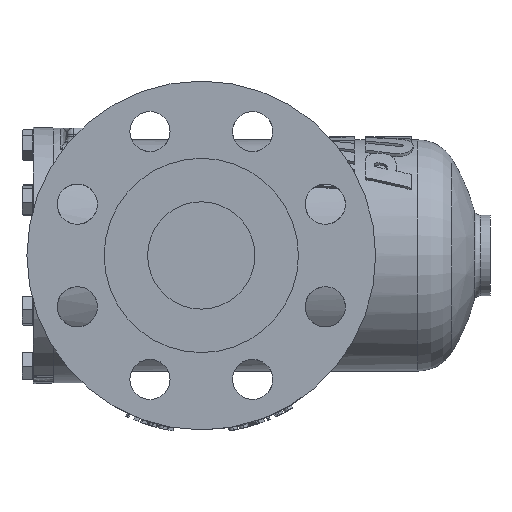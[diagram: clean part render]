
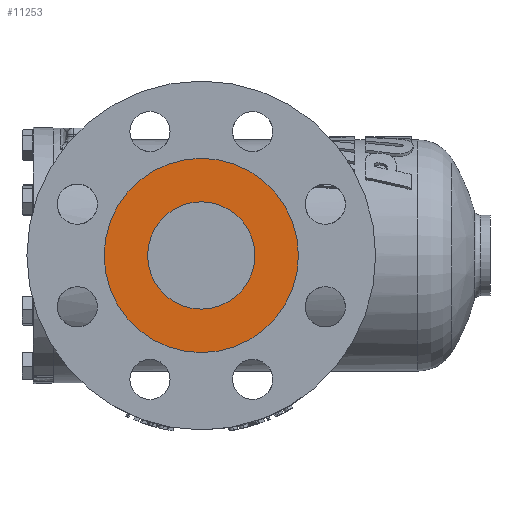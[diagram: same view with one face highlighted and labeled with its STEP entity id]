
A CAD part, left-side view. The second image highlights one B-rep face of the part: STEP entity #11253.
In plain terms, the highlighted planar face has unit normal (-1, 0, 0).
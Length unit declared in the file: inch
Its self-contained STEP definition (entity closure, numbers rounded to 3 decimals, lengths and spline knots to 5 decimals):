
#2319 = CARTESIAN_POINT ( 'NONE',  ( -4.5, 0., 0. ) ) ;
#7810 = VERTEX_POINT ( 'NONE', #74228 ) ;
#8479 = DIRECTION ( 'NONE',  ( 0., 0., 1. ) ) ;
#11088 = CARTESIAN_POINT ( 'NONE',  ( -4.5, 0., 0. ) ) ;
#11253 = ADVANCED_FACE ( 'NONE', ( #13710, #60267 ), #72267, .T. ) ;
#13710 = FACE_BOUND ( 'NONE', #61785, .T. ) ;
#13835 = CIRCLE ( 'NONE', #57640, 1. ) ;
#15599 = VERTEX_POINT ( 'NONE', #75122 ) ;
#17186 = DIRECTION ( 'NONE',  ( 0., 0., 1. ) ) ;
#18084 = DIRECTION ( 'NONE',  ( 1., 0., 0. ) ) ;
#19849 = EDGE_CURVE ( 'NONE', #33781, #15599, #42836, .T. ) ;
#22450 = ORIENTED_EDGE ( 'NONE', *, *, #24309, .T. ) ;
#23837 = CARTESIAN_POINT ( 'NONE',  ( -4.5, 1.81, 0. ) ) ;
#24309 = EDGE_CURVE ( 'NONE', #15599, #33781, #44740, .T. ) ;
#29905 = DIRECTION ( 'NONE',  ( 0., 0., 1. ) ) ;
#33582 = AXIS2_PLACEMENT_3D ( 'NONE', #2319, #44835, #8479 ) ;
#33781 = VERTEX_POINT ( 'NONE', #53103 ) ;
#34804 = DIRECTION ( 'NONE',  ( -1., 0., 0. ) ) ;
#42107 = EDGE_LOOP ( 'NONE', ( #60777, #22450 ) ) ;
#42836 = CIRCLE ( 'NONE', #51776, 1.81 ) ;
#44740 = CIRCLE ( 'NONE', #33582, 1.81 ) ;
#44835 = DIRECTION ( 'NONE',  ( -1., 0., 0. ) ) ;
#46772 = CIRCLE ( 'NONE', #74115, 1. ) ;
#51776 = AXIS2_PLACEMENT_3D ( 'NONE', #71318, #34804, #77404 ) ;
#53103 = CARTESIAN_POINT ( 'NONE',  ( -4.5, 0., 1.81 ) ) ;
#53646 = DIRECTION ( 'NONE',  ( 1., 0., 0. ) ) ;
#54015 = EDGE_CURVE ( 'NONE', #54986, #7810, #13835, .T. ) ;
#54563 = CARTESIAN_POINT ( 'NONE',  ( -4.5, 0., 0. ) ) ;
#54986 = VERTEX_POINT ( 'NONE', #64228 ) ;
#57640 = AXIS2_PLACEMENT_3D ( 'NONE', #11088, #53646, #17186 ) ;
#58743 = ORIENTED_EDGE ( 'NONE', *, *, #73255, .T. ) ;
#60267 = FACE_OUTER_BOUND ( 'NONE', #42107, .T. ) ;
#60676 = DIRECTION ( 'NONE',  ( 0., 0., 1. ) ) ;
#60777 = ORIENTED_EDGE ( 'NONE', *, *, #19849, .T. ) ;
#61785 = EDGE_LOOP ( 'NONE', ( #77472, #58743 ) ) ;
#64228 = CARTESIAN_POINT ( 'NONE',  ( -4.5, 0., -1. ) ) ;
#65347 = AXIS2_PLACEMENT_3D ( 'NONE', #23837, #66370, #29905 ) ;
#66370 = DIRECTION ( 'NONE',  ( -1., 0., 0. ) ) ;
#71318 = CARTESIAN_POINT ( 'NONE',  ( -4.5, 0., 0. ) ) ;
#72267 = PLANE ( 'NONE',  #65347 ) ;
#73255 = EDGE_CURVE ( 'NONE', #7810, #54986, #46772, .T. ) ;
#74115 = AXIS2_PLACEMENT_3D ( 'NONE', #54563, #18084, #60676 ) ;
#74228 = CARTESIAN_POINT ( 'NONE',  ( -4.5, 0., 1. ) ) ;
#75122 = CARTESIAN_POINT ( 'NONE',  ( -4.5, 0., -1.81 ) ) ;
#77404 = DIRECTION ( 'NONE',  ( 0., 0., 1. ) ) ;
#77472 = ORIENTED_EDGE ( 'NONE', *, *, #54015, .T. ) ;
